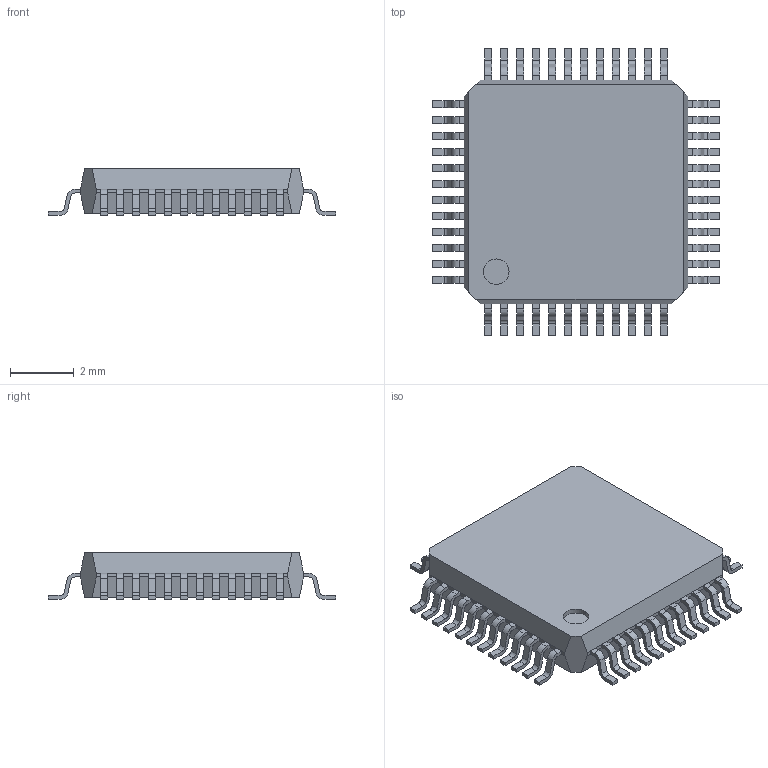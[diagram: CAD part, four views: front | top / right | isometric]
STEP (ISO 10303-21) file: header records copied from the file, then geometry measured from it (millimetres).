
FILE_DESCRIPTION (( 'STEP AP203' ), '1' );
FILE_NAME ('User Library-TQFP-48.STEP', '2016-11-07T06:00:36', ( 'Windows User' ), ( '' ), 'SwSTEP 2.0', 'SolidWorks 2016', '' );
FILE_SCHEMA (( 'CONFIG_CONTROL_DESIGN' ));
Length unit declared in the file: millimetre
Products named in the file (3): User Library-TQFP-48_pins_TQFP_pin_TQFP_022x07_1; User Library-TQFP-48_body_10x1_TQFP_7x7_1; User Library-TQFP-48
Assembly tree (49 placements, depth 2):
  User Library-TQFP-48
    User Library-TQFP-48_pins_TQFP_pin_TQFP_022x07_1  x48
    User Library-TQFP-48_body_10x1_TQFP_7x7_1
Bounding box: 9 x 9 x 1.46 mm (x, y, z)
Volume: 67.6 mm3; surface area: 179 mm2
Topology: 49 solids, 49 shells, 693 faces, 1782 edges, 1188 vertices
Faces by surface type: plane 499, cylinder 194
Entity records: 2865 total; most frequent: DIRECTION 276, CARTESIAN_POINT 237, ORIENTED_EDGE 180, COORDINATED_UNIVERSAL_TIME_OFFSET 113, LOCAL_TIME 113, DATE_AND_TIME 113, CALENDAR_DATE 113, AXIS2_PLACEMENT_3D 99
